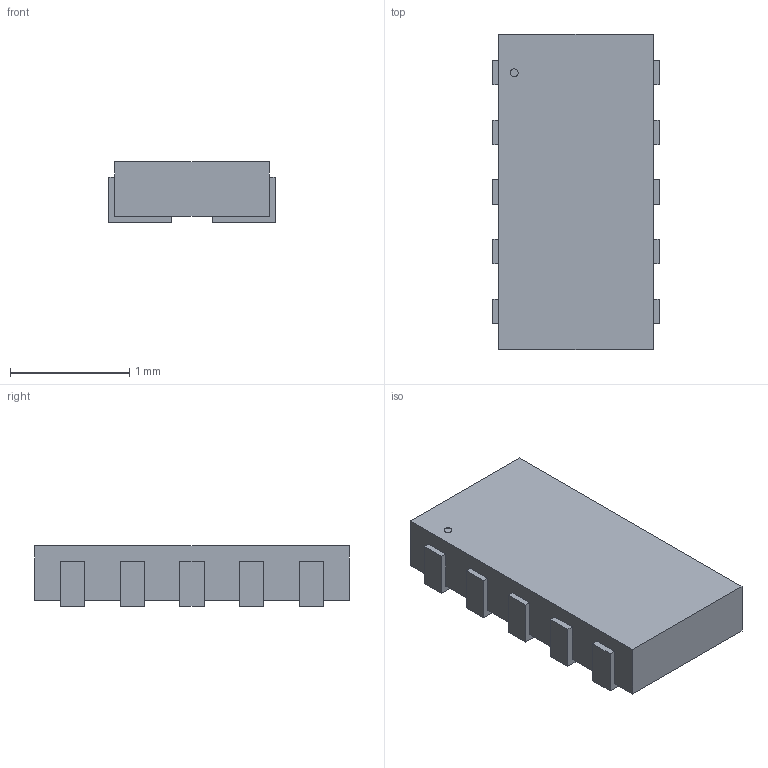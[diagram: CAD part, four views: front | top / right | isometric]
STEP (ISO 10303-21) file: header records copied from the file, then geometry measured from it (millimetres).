
FILE_DESCRIPTION (( 'STEP AP214' ), '1' );
FILE_NAME ('ECMF04-4HSWM10.STEP', '2023-07-06T06:32:34', ( '' ), ( '' ), 'SwSTEP 2.0', 'SolidWorks 2013', '' );
FILE_SCHEMA (( 'AUTOMOTIVE_DESIGN' ));
Length unit declared in the file: millimetre
Products named in the file (1): ECMF04-4HSWM10
Bounding box: 1.4 x 2.64 x 0.51 mm (x, y, z)
Surface area: 15 mm2 (no closed solid volume)
Topology: 0 solids, 12 shells, 88 faces, 198 edges, 132 vertices
Faces by surface type: plane 86, cylinder 2
Entity records: 3485 total; most frequent: CARTESIAN_POINT 419, ORIENTED_EDGE 392, DIRECTION 380, EDGE_CURVE 198, VECTOR 194, LINE 194, VERTEX_POINT 132, UNCERTAINTY_MEASURE_WITH_UNIT 101
